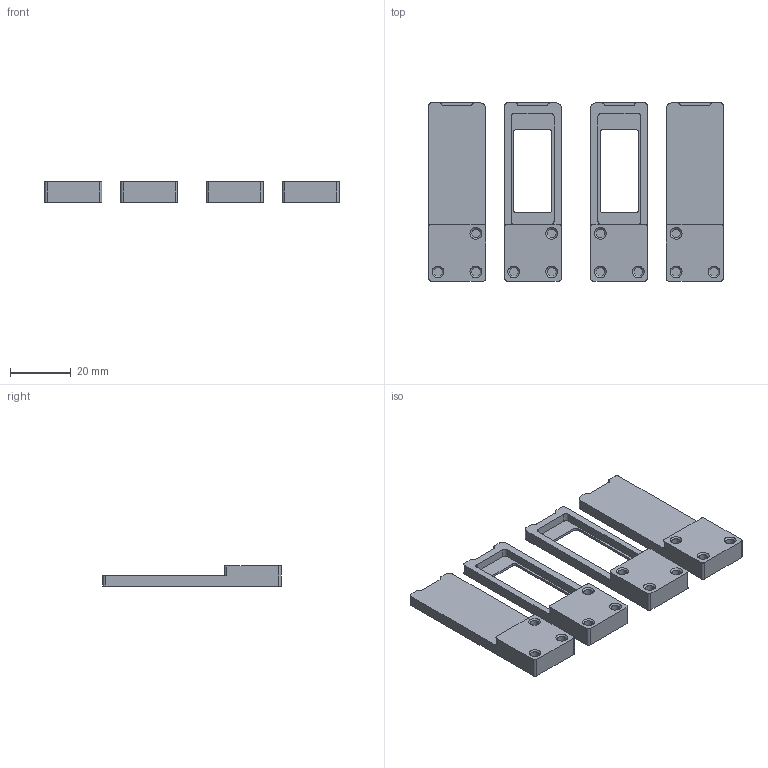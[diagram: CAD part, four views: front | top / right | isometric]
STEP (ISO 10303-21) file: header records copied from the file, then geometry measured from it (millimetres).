
FILE_DESCRIPTION(/* description */ (''),/* implementation_level */ '2;1');
FILE_NAME(/* name */ 'mriya-display-mcu-cover-v1.02.step',/* time_stamp */ '2025-11-23T16:04:43+03:00',/* author */ (''),/* organization */ (''),/* preprocessor_version */ 'ST-DEVELOPER v20.1',/* originating_system */ 'Autodesk Translation Framework v14.17.0.0',/* authorisation */ '');
FILE_SCHEMA (('AUTOMOTIVE_DESIGN { 1 0 10303 214 3 1 1 }'));
Length unit declared in the file: millimetre
Products named in the file (1): display-cover
Bounding box: 97 x 58.72 x 6.6 mm (x, y, z)
Volume: 16062.3 mm3; surface area: 11697.8 mm2
Topology: 4 solids, 4 shells, 148 faces, 372 edges, 244 vertices
Faces by surface type: plane 68, cylinder 68, cone 12
Full cylindrical faces by diameter (mm): 2.9 x12
Entity records: 4506 total; most frequent: DIRECTION 818, CARTESIAN_POINT 765, ORIENTED_EDGE 744, EDGE_CURVE 372, AXIS2_PLACEMENT_3D 297, VERTEX_POINT 244, LINE 224, VECTOR 224
